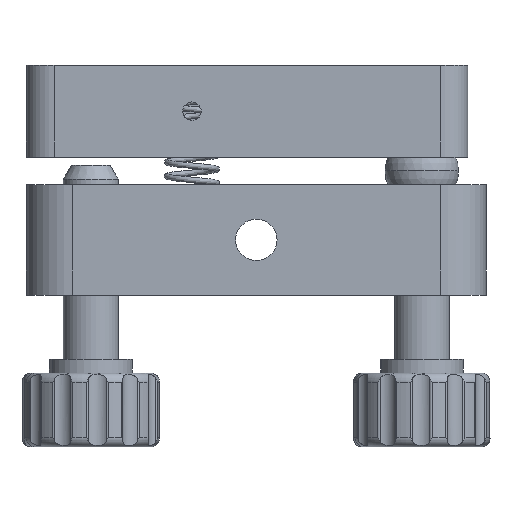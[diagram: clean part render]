
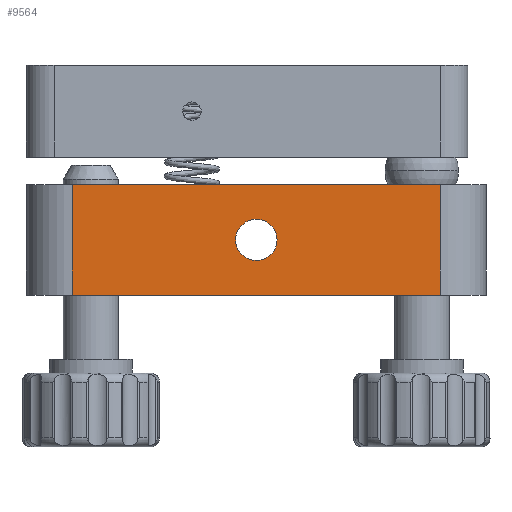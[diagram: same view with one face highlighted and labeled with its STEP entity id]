
A CAD part, front view. The second image highlights one B-rep face of the part: STEP entity #9564.
In plain terms, the highlighted planar face has unit normal (0, -1, 0).
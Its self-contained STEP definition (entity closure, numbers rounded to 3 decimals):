
#3 = DIRECTION ( 'NONE',  ( 1., 0., 0. ) ) ;
#87 = DIRECTION ( 'NONE',  ( 0., 1., 0. ) ) ;
#402 = CARTESIAN_POINT ( 'NONE',  ( 20., -25., -3. ) ) ;
#669 = CARTESIAN_POINT ( 'NONE',  ( 0., -25., -6.75 ) ) ;
#1178 = EDGE_LOOP ( 'NONE', ( #3211, #3629 ) ) ;
#1195 = CARTESIAN_POINT ( 'NONE',  ( -20., -25., -15. ) ) ;
#2725 = EDGE_CURVE ( 'NONE', #3755, #3855, #10894, .T. ) ;
#3211 = ORIENTED_EDGE ( 'NONE', *, *, #4570, .T. ) ;
#3252 = LINE ( 'NONE', #14235, #12333 ) ;
#3280 = VECTOR ( 'NONE', #11727, 1000. ) ;
#3425 = DIRECTION ( 'NONE',  ( 0., 0., 1. ) ) ;
#3629 = ORIENTED_EDGE ( 'NONE', *, *, #11421, .T. ) ;
#3755 = VERTEX_POINT ( 'NONE', #1195 ) ;
#3855 = VERTEX_POINT ( 'NONE', #15934 ) ;
#4089 = AXIS2_PLACEMENT_3D ( 'NONE', #13525, #87, #12204 ) ;
#4097 = EDGE_CURVE ( 'NONE', #3755, #6474, #9923, .T. ) ;
#4377 = DIRECTION ( 'NONE',  ( 0., -1., 0. ) ) ;
#4570 = EDGE_CURVE ( 'NONE', #16128, #8298, #9195, .T. ) ;
#5696 = PLANE ( 'NONE',  #13414 ) ;
#6138 = CARTESIAN_POINT ( 'NONE',  ( 20., -25., -15. ) ) ;
#6474 = VERTEX_POINT ( 'NONE', #6138 ) ;
#6642 = VECTOR ( 'NONE', #16805, 1000. ) ;
#7267 = CARTESIAN_POINT ( 'NONE',  ( 0., -25., -9. ) ) ;
#7492 = ORIENTED_EDGE ( 'NONE', *, *, #4097, .T. ) ;
#7708 = CARTESIAN_POINT ( 'NONE',  ( 0., -25., -11.25 ) ) ;
#7786 = ORIENTED_EDGE ( 'NONE', *, *, #2725, .F. ) ;
#7843 = CARTESIAN_POINT ( 'NONE',  ( -20., -25., -3. ) ) ;
#7974 = CARTESIAN_POINT ( 'NONE',  ( -20., -25., -15. ) ) ;
#7992 = ORIENTED_EDGE ( 'NONE', *, *, #17220, .T. ) ;
#8021 = VECTOR ( 'NONE', #14506, 1000. ) ;
#8298 = VERTEX_POINT ( 'NONE', #669 ) ;
#8512 = EDGE_CURVE ( 'NONE', #3855, #15098, #13302, .T. ) ;
#8831 = CIRCLE ( 'NONE', #4089, 2.25 ) ;
#9195 = CIRCLE ( 'NONE', #11733, 2.25 ) ;
#9564 = ADVANCED_FACE ( 'NONE', ( #9639, #13698 ), #5696, .T. ) ;
#9639 = FACE_OUTER_BOUND ( 'NONE', #17257, .T. ) ;
#9923 = LINE ( 'NONE', #11247, #6642 ) ;
#10235 = ORIENTED_EDGE ( 'NONE', *, *, #8512, .F. ) ;
#10894 = LINE ( 'NONE', #7974, #8021 ) ;
#11247 = CARTESIAN_POINT ( 'NONE',  ( -20., -25., -15. ) ) ;
#11400 = DIRECTION ( 'NONE',  ( 0., 1., 0. ) ) ;
#11421 = EDGE_CURVE ( 'NONE', #8298, #16128, #8831, .T. ) ;
#11727 = DIRECTION ( 'NONE',  ( 1., 0., 0. ) ) ;
#11733 = AXIS2_PLACEMENT_3D ( 'NONE', #7267, #11400, #13868 ) ;
#12204 = DIRECTION ( 'NONE',  ( 1., 0., 0. ) ) ;
#12333 = VECTOR ( 'NONE', #3425, 1000. ) ;
#13302 = LINE ( 'NONE', #7843, #3280 ) ;
#13414 = AXIS2_PLACEMENT_3D ( 'NONE', #16428, #4377, #3 ) ;
#13525 = CARTESIAN_POINT ( 'NONE',  ( 0., -25., -9. ) ) ;
#13698 = FACE_BOUND ( 'NONE', #1178, .T. ) ;
#13868 = DIRECTION ( 'NONE',  ( 1., 0., 0. ) ) ;
#14235 = CARTESIAN_POINT ( 'NONE',  ( 20., -25., -15. ) ) ;
#14506 = DIRECTION ( 'NONE',  ( 0., 0., 1. ) ) ;
#15098 = VERTEX_POINT ( 'NONE', #402 ) ;
#15934 = CARTESIAN_POINT ( 'NONE',  ( -20., -25., -3. ) ) ;
#16128 = VERTEX_POINT ( 'NONE', #7708 ) ;
#16428 = CARTESIAN_POINT ( 'NONE',  ( -20., -25., -15. ) ) ;
#16805 = DIRECTION ( 'NONE',  ( 1., 0., 0. ) ) ;
#17220 = EDGE_CURVE ( 'NONE', #6474, #15098, #3252, .T. ) ;
#17257 = EDGE_LOOP ( 'NONE', ( #10235, #7786, #7492, #7992 ) ) ;
